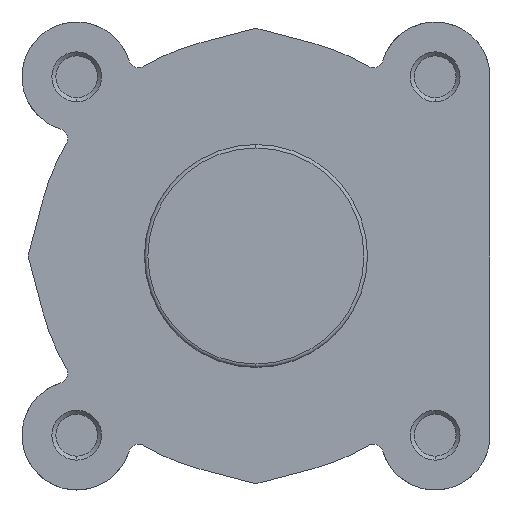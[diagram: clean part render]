
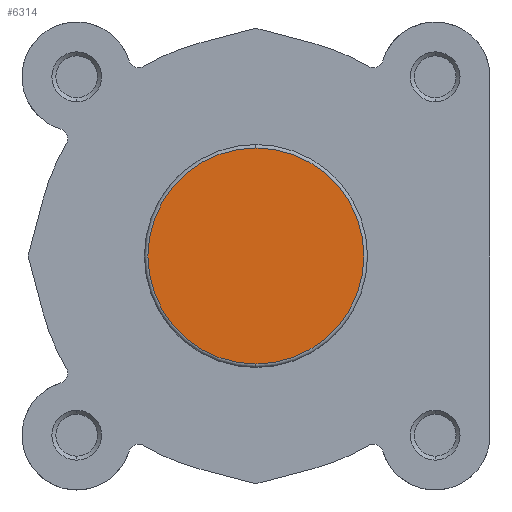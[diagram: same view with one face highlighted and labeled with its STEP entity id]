
A CAD part, left-side view. The second image highlights one B-rep face of the part: STEP entity #6314.
In plain terms, the highlighted planar face has unit normal (-1, 0, 0).
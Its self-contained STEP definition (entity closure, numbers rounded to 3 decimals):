
#1131 = CARTESIAN_POINT ( 'NONE',  ( 0., 0., 0. ) ) ;
#1132 = DIRECTION ( 'NONE',  ( -1., 0., 0. ) ) ;
#1133 = DIRECTION ( 'NONE',  ( 0., 0., -1. ) ) ;
#1197 = CARTESIAN_POINT ( 'NONE',  ( 0., 0., 0. ) ) ;
#1207 = DIRECTION ( 'NONE',  ( -1., 0., 0. ) ) ;
#1208 = DIRECTION ( 'NONE',  ( 0., 0., -1. ) ) ;
#1894 = VERTEX_POINT ( 'NONE', #2027 ) ;
#1920 = CARTESIAN_POINT ( 'NONE',  ( 0., 0., 21.7 ) ) ;
#2027 = CARTESIAN_POINT ( 'NONE',  ( 0., 0., -21.7 ) ) ;
#2223 = VERTEX_POINT ( 'NONE', #1920 ) ;
#2584 = CIRCLE ( 'NONE', #5163, 21.7 ) ;
#2629 = CIRCLE ( 'NONE', #5155, 21.7 ) ;
#3166 = FACE_OUTER_BOUND ( 'NONE', #6586, .T. ) ;
#4435 = PLANE ( 'NONE',  #4752 ) ;
#4442 = CARTESIAN_POINT ( 'NONE',  ( 0., 22.4, 0. ) ) ;
#4450 = DIRECTION ( 'NONE',  ( 1., 0., 0. ) ) ;
#4451 = DIRECTION ( 'NONE',  ( 0., 0., -1. ) ) ;
#4752 = AXIS2_PLACEMENT_3D ( 'NONE', #4442, #4450, #4451 ) ;
#5155 = AXIS2_PLACEMENT_3D ( 'NONE', #1197, #1207, #1208 ) ;
#5163 = AXIS2_PLACEMENT_3D ( 'NONE', #1131, #1132, #1133 ) ;
#5329 = EDGE_CURVE ( 'NONE', #1894, #2223, #2584, .T. ) ;
#5487 = EDGE_CURVE ( 'NONE', #2223, #1894, #2629, .T. ) ;
#6314 = ADVANCED_FACE ( 'NONE', ( #3166 ), #4435, .F. ) ;
#6423 = ORIENTED_EDGE ( 'NONE', *, *, #5487, .T. ) ;
#6424 = ORIENTED_EDGE ( 'NONE', *, *, #5329, .T. ) ;
#6586 = EDGE_LOOP ( 'NONE', ( #6424, #6423 ) ) ;
